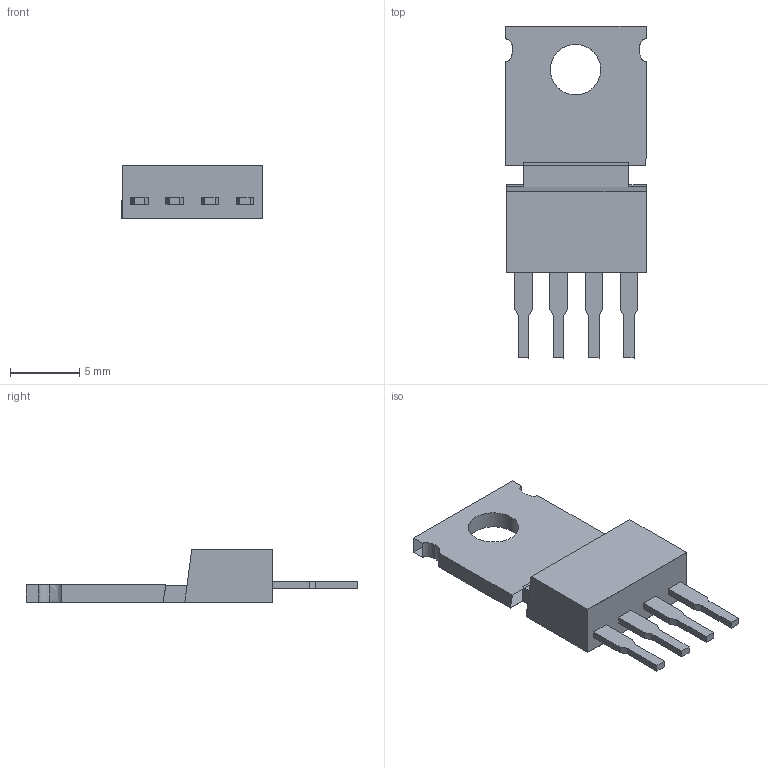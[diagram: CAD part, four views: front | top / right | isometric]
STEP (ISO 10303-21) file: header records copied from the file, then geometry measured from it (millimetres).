
FILE_DESCRIPTION(/* description */ (''),/* implementation_level */ '2;1');
FILE_NAME(/* name */ 'SFM-T4~1',/* time_stamp */ '2018-03-03T11:27:48+03:00',/* author */ (''),/* organization */ (''),/* preprocessor_version */ 'ST-DEVELOPER v15',/* originating_system */ '',/* authorisation */ '');
FILE_SCHEMA (('AUTOMOTIVE_DESIGN'));
Length unit declared in the file: inch
Products named in the file (1): Document
Bounding box: 10.18 x 24.05 x 3.83 mm (x, y, z)
Volume: 20.1 mm3; surface area: 613.9 mm2
Topology: 1 solids, 45 shells, 66 faces, 275 edges, 254 vertices
Faces by surface type: bspline 59, plane 7
Entity records: 5075 total; most frequent: CARTESIAN_POINT 3144, ORIENTED_EDGE 326, EDGE_CURVE 275, B_SPLINE_CURVE_WITH_KNOTS 271, VERTEX_POINT 254, EDGE_LOOP 68, ADVANCED_FACE 66, FACE_OUTER_BOUND 66
